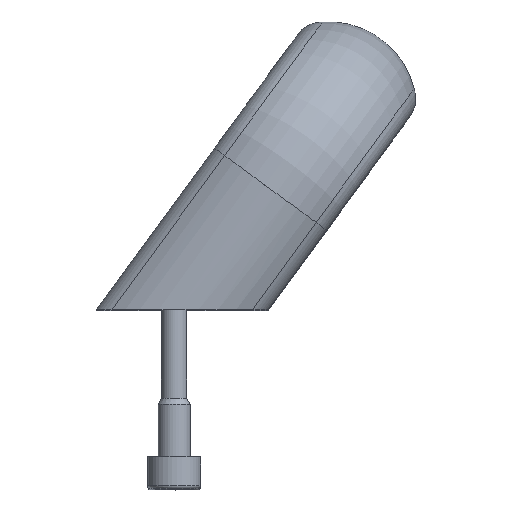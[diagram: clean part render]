
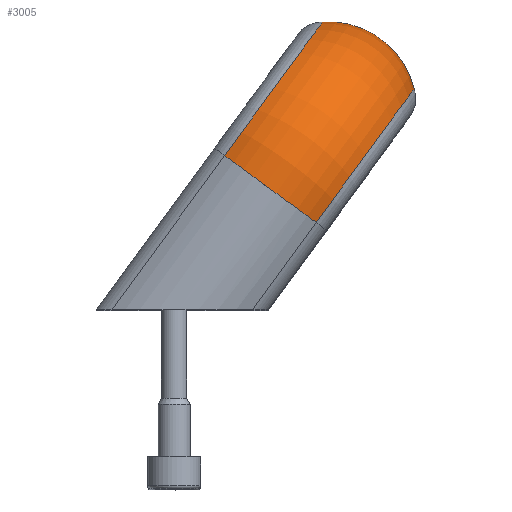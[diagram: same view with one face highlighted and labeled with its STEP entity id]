
A CAD part, top view. The second image highlights one B-rep face of the part: STEP entity #3005.
In plain terms, the highlighted toroidal (fillet/blend) face has major radius 18.51 mm and minor radius 16.49 mm.
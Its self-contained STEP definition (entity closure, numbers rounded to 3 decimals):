
#1766=ORIENTED_EDGE('',*,*,#2118,.F.);
#1767=ORIENTED_EDGE('',*,*,#2122,.T.);
#1768=ORIENTED_EDGE('',*,*,#2159,.F.);
#1769=ORIENTED_EDGE('',*,*,#2098,.F.);
#1930=CIRCLE('',#2811,31.109);
#1942=CIRCLE('',#2833,16.49);
#1946=CIRCLE('',#2838,31.109);
#1971=CIRCLE('',#2885,16.49);
#2002=VERTEX_POINT('',#3063);
#2003=VERTEX_POINT('',#3065);
#2016=VERTEX_POINT('',#3103);
#2018=VERTEX_POINT('',#3110);
#2098=EDGE_CURVE('',#2002,#2003,#1930,.T.);
#2118=EDGE_CURVE('',#2016,#2002,#1942,.T.);
#2122=EDGE_CURVE('',#2016,#2018,#1946,.T.);
#2159=EDGE_CURVE('',#2003,#2018,#1971,.T.);
#2267=EDGE_LOOP('',(#1766,#1767,#1768,#1769));
#2362=FACE_BOUND('',#2267,.T.);
#2434=DIRECTION('',(-0.807,0.59,0.));
#2435=DIRECTION('',(0.,0.,31.109));
#2482=DIRECTION('',(-0.59,-0.807,0.));
#2483=DIRECTION('',(8.589,-6.279,12.599));
#2492=DIRECTION('',(-0.807,0.59,0.));
#2493=DIRECTION('',(0.,0.,31.109));
#2594=DIRECTION('',(0.,0.,-1.));
#2595=DIRECTION('',(-13.312,9.732,0.));
#2598=DIRECTION('',(-0.807,0.59,0.));
#2599=DIRECTION('',(0.59,0.807,0.));
#2811=AXIS2_PLACEMENT_3D('',#3066,#2434,#2435);
#2833=AXIS2_PLACEMENT_3D('',#3105,#2482,#2483);
#2838=AXIS2_PLACEMENT_3D('',#3112,#2492,#2493);
#2885=AXIS2_PLACEMENT_3D('',#3189,#2594,#2595);
#2887=AXIS2_PLACEMENT_3D('',#3191,#2598,#2599);
#2975=TOROIDAL_SURFACE('',#2887,18.51,16.49);
#3005=ADVANCED_FACE('',(#2362),#2975,.T.);
#3063=CARTESIAN_POINT('',(9.477,28.887,68.609));
#3065=CARTESIAN_POINT('',(27.838,54.,37.5));
#3066=CARTESIAN_POINT('',(9.477,28.887,37.5));
#3103=CARTESIAN_POINT('',(26.655,16.328,68.609));
#3105=CARTESIAN_POINT('',(18.066,22.608,56.01));
#3110=CARTESIAN_POINT('',(45.015,41.441,37.5));
#3112=CARTESIAN_POINT('',(26.655,16.328,37.5));
#3189=CARTESIAN_POINT('',(28.991,37.55,37.5));
#3191=CARTESIAN_POINT('',(18.066,22.608,37.5));
